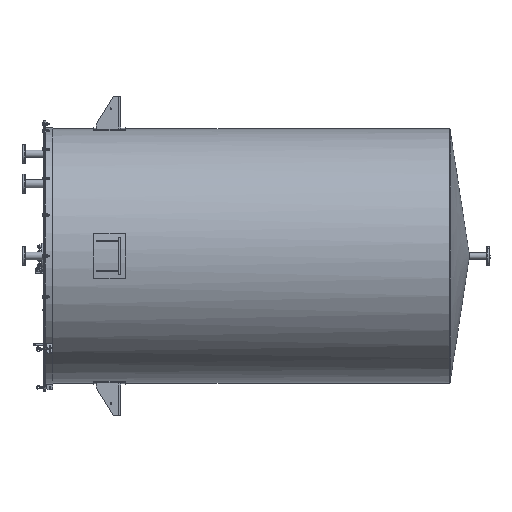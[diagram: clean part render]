
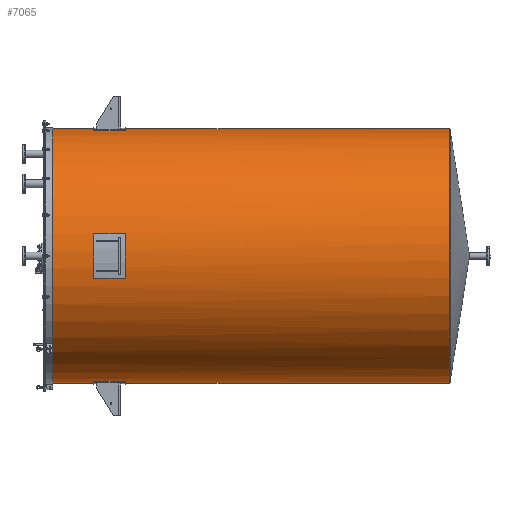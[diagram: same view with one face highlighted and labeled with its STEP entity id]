
A CAD part, left-side view. The second image highlights one B-rep face of the part: STEP entity #7065.
In plain terms, the highlighted free-form (B-spline) face has degree [2, 1] with [5, 2] control points.
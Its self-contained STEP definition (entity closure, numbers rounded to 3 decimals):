
#6044 = VERTEX_POINT('',#6045);
#6045 = CARTESIAN_POINT('',(0.,1703.571,-1118.697));
#6046 = VERTEX_POINT('',#6047);
#6047 = CARTESIAN_POINT('',(0.,1703.571,
    1118.697));
#6055 = EDGE_CURVE('',#6046,#6056,#6058,.T.);
#6056 = VERTEX_POINT('',#6057);
#6057 = CARTESIAN_POINT('',(0.,-1775.709,
    1118.697));
#6058 = B_SPLINE_CURVE_WITH_KNOTS('',1,(#6059,#6060),.UNSPECIFIED.,.F.,
  .F.,(2,2),(65.,3200.),.PIECEWISE_BEZIER_KNOTS.);
#6059 = CARTESIAN_POINT('',(0.,1703.571,
    1118.697));
#6060 = CARTESIAN_POINT('',(0.,-1775.709,
    1118.697));
#6063 = VERTEX_POINT('',#6064);
#6064 = CARTESIAN_POINT('',(0.,-1775.709,-1118.697)
  );
#6072 = EDGE_CURVE('',#6044,#6063,#6073,.T.);
#6073 = B_SPLINE_CURVE_WITH_KNOTS('',1,(#6074,#6075),.UNSPECIFIED.,.F.,
  .F.,(2,2),(65.,3200.),.PIECEWISE_BEZIER_KNOTS.);
#6074 = CARTESIAN_POINT('',(0.,1703.571,-1118.697));
#6075 = CARTESIAN_POINT('',(0.,-1775.709,-1118.697)
  );
#7048 = EDGE_CURVE('',#6063,#6056,#7049,.T.);
#7049 = ( BOUNDED_CURVE() B_SPLINE_CURVE(2,(#7050,#7051,#7052,#7053,
#7054),.UNSPECIFIED.,.F.,.F.) B_SPLINE_CURVE_WITH_KNOTS((3,2,3),(
    1.571,3.142,4.712),
.PIECEWISE_BEZIER_KNOTS.) CURVE() GEOMETRIC_REPRESENTATION_ITEM() 
RATIONAL_B_SPLINE_CURVE((1.,0.707,1.,0.707,1.)) 
REPRESENTATION_ITEM('') );
#7050 = CARTESIAN_POINT('',(0.,-1775.709,
    -1118.697));
#7051 = CARTESIAN_POINT('',(-1118.697,-1775.709,
    -1118.697));
#7052 = CARTESIAN_POINT('',(-1118.697,-1775.709,
    0.));
#7053 = CARTESIAN_POINT('',(-1118.697,-1775.709,
    1118.697));
#7054 = CARTESIAN_POINT('',(0.,-1775.709,
    1118.697));
#7065 = ADVANCED_FACE('',(#7066),#7079,.T.);
#7066 = FACE_BOUND('',#7067,.T.);
#7067 = EDGE_LOOP('',(#7068,#7069,#7077,#7078));
#7068 = ORIENTED_EDGE('',*,*,#6055,.F.);
#7069 = ORIENTED_EDGE('',*,*,#7070,.T.);
#7070 = EDGE_CURVE('',#6046,#6044,#7071,.T.);
#7071 = ( BOUNDED_CURVE() B_SPLINE_CURVE(2,(#7072,#7073,#7074,#7075,
#7076),.UNSPECIFIED.,.F.,.F.) B_SPLINE_CURVE_WITH_KNOTS((3,2,3),(
    3.142,4.712,6.283),
.PIECEWISE_BEZIER_KNOTS.) CURVE() GEOMETRIC_REPRESENTATION_ITEM() 
RATIONAL_B_SPLINE_CURVE((1.,0.707,1.,0.707,1.)) 
REPRESENTATION_ITEM('') );
#7072 = CARTESIAN_POINT('',(0.,1703.571,
    1118.697));
#7073 = CARTESIAN_POINT('',(-1118.697,1703.571,
    1118.697));
#7074 = CARTESIAN_POINT('',(-1118.697,1703.571,
    0.));
#7075 = CARTESIAN_POINT('',(-1118.697,1703.571,
    -1118.697));
#7076 = CARTESIAN_POINT('',(0.,1703.571,
    -1118.697));
#7077 = ORIENTED_EDGE('',*,*,#6072,.T.);
#7078 = ORIENTED_EDGE('',*,*,#7048,.T.);
#7079 = ( BOUNDED_SURFACE() B_SPLINE_SURFACE(2,1,(
    (#7080,#7081)
    ,(#7082,#7083)
    ,(#7084,#7085)
    ,(#7086,#7087)
    ,(#7088,#7089
)),.UNSPECIFIED.,.F.,.F.,.F.) B_SPLINE_SURFACE_WITH_KNOTS((3,2,3),(2,2),
  (3.142,4.712,6.283),(65.,3200.),
.PIECEWISE_BEZIER_KNOTS.) GEOMETRIC_REPRESENTATION_ITEM() 
RATIONAL_B_SPLINE_SURFACE((
    (1.,1.)
    ,(0.707,0.707)
    ,(1.,1.)
    ,(0.707,0.707)
,(1.,1.))) REPRESENTATION_ITEM('') SURFACE() );
#7080 = CARTESIAN_POINT('',(0.,1703.571,
    1118.697));
#7081 = CARTESIAN_POINT('',(0.,-1775.709,
    1118.697));
#7082 = CARTESIAN_POINT('',(-1118.697,1703.571,
    1118.697));
#7083 = CARTESIAN_POINT('',(-1118.697,-1775.709,
    1118.697));
#7084 = CARTESIAN_POINT('',(-1118.697,1703.571,
    0.));
#7085 = CARTESIAN_POINT('',(-1118.697,-1775.709,
    0.));
#7086 = CARTESIAN_POINT('',(-1118.697,1703.571,
    -1118.697));
#7087 = CARTESIAN_POINT('',(-1118.697,-1775.709,
    -1118.697));
#7088 = CARTESIAN_POINT('',(0.,1703.571,
    -1118.697));
#7089 = CARTESIAN_POINT('',(0.,-1775.709,
    -1118.697));
